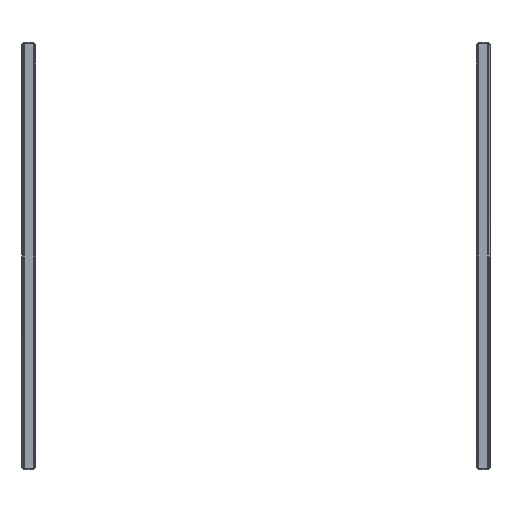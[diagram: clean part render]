
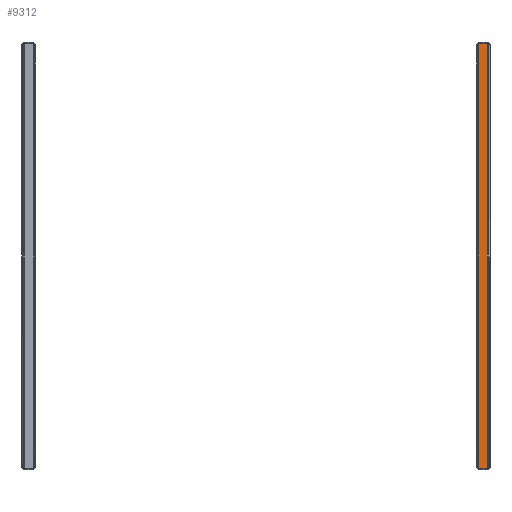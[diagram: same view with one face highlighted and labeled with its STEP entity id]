
A CAD part, front view. The second image highlights one B-rep face of the part: STEP entity #9312.
In plain terms, the highlighted planar face has unit normal (0, -1, 0).
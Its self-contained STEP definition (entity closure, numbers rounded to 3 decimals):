
#481 = CARTESIAN_POINT ( 'NONE',  ( -2., -698.5, -278. ) ) ;
#620 = ORIENTED_EDGE ( 'NONE', *, *, #5673, .T. ) ;
#664 = EDGE_LOOP ( 'NONE', ( #10960, #10265, #620, #3246 ) ) ;
#839 = EDGE_CURVE ( 'NONE', #7266, #10685, #2129, .T. ) ;
#1631 = VERTEX_POINT ( 'NONE', #5125 ) ;
#1646 = EDGE_CURVE ( 'NONE', #11251, #1631, #2941, .T. ) ;
#2129 = LINE ( 'NONE', #481, #10764 ) ;
#2325 = VECTOR ( 'NONE', #10539, 1000. ) ;
#2551 = PLANE ( 'NONE',  #8326 ) ;
#2746 = CARTESIAN_POINT ( 'NONE',  ( -13.6, -698.5, 278. ) ) ;
#2761 = CARTESIAN_POINT ( 'NONE',  ( -2., -698.5, -276.246 ) ) ;
#2941 = LINE ( 'NONE', #2746, #3772 ) ;
#3246 = ORIENTED_EDGE ( 'NONE', *, *, #1646, .T. ) ;
#3329 = LINE ( 'NONE', #4847, #8412 ) ;
#3772 = VECTOR ( 'NONE', #8894, 1000. ) ;
#4319 = EDGE_CURVE ( 'NONE', #10685, #1631, #3329, .T. ) ;
#4414 = CARTESIAN_POINT ( 'NONE',  ( 0., -698.5, 276.246 ) ) ;
#4557 = DIRECTION ( 'NONE',  ( 0., 1., 0. ) ) ;
#4847 = CARTESIAN_POINT ( 'NONE',  ( 0., -698.5, -276.246 ) ) ;
#5125 = CARTESIAN_POINT ( 'NONE',  ( -13.6, -698.5, -276.246 ) ) ;
#5298 = CARTESIAN_POINT ( 'NONE',  ( 0., -698.5, 278. ) ) ;
#5673 = EDGE_CURVE ( 'NONE', #7266, #11251, #7465, .T. ) ;
#7166 = CARTESIAN_POINT ( 'NONE',  ( -2., -698.5, 276.246 ) ) ;
#7266 = VERTEX_POINT ( 'NONE', #7166 ) ;
#7457 = DIRECTION ( 'NONE',  ( -1., 0., 0. ) ) ;
#7465 = LINE ( 'NONE', #4414, #2325 ) ;
#8326 = AXIS2_PLACEMENT_3D ( 'NONE', #5298, #4557, #9818 ) ;
#8412 = VECTOR ( 'NONE', #7457, 1000. ) ;
#8894 = DIRECTION ( 'NONE',  ( 0., 0., -1. ) ) ;
#8943 = FACE_OUTER_BOUND ( 'NONE', #664, .T. ) ;
#9291 = DIRECTION ( 'NONE',  ( 0., 0., -1. ) ) ;
#9312 = ADVANCED_FACE ( 'NONE', ( #8943 ), #2551, .F. ) ;
#9818 = DIRECTION ( 'NONE',  ( 0., 0., 1. ) ) ;
#10061 = CARTESIAN_POINT ( 'NONE',  ( -13.6, -698.5, 276.246 ) ) ;
#10265 = ORIENTED_EDGE ( 'NONE', *, *, #839, .F. ) ;
#10539 = DIRECTION ( 'NONE',  ( -1., 0., 0. ) ) ;
#10685 = VERTEX_POINT ( 'NONE', #2761 ) ;
#10764 = VECTOR ( 'NONE', #9291, 1000. ) ;
#10960 = ORIENTED_EDGE ( 'NONE', *, *, #4319, .F. ) ;
#11251 = VERTEX_POINT ( 'NONE', #10061 ) ;
